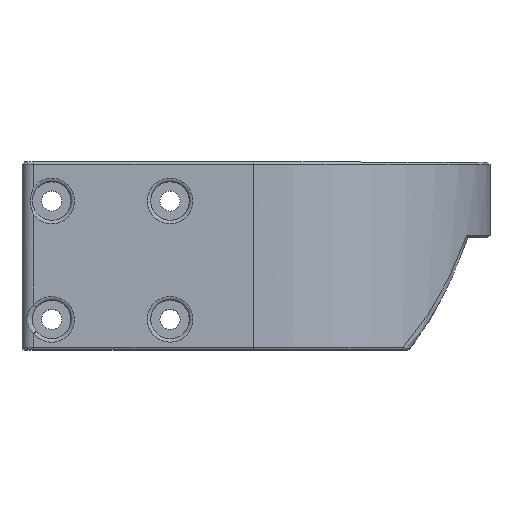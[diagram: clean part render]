
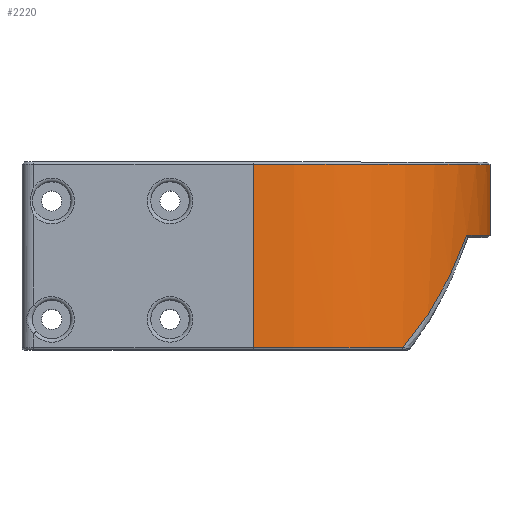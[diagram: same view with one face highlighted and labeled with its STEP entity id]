
A CAD part, top view. The second image highlights one B-rep face of the part: STEP entity #2220.
In plain terms, the highlighted cylindrical face has radius 40 mm (diameter 80 mm), a partial arc.
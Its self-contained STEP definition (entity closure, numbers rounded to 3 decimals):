
#31=ELLIPSE('',#2479,68.562,40.);
#140=CYLINDRICAL_SURFACE('',#2477,40.);
#243=FACE_OUTER_BOUND('',#394,.T.);
#394=EDGE_LOOP('',(#1807,#1808,#1809,#1810,#1811,#1812));
#561=LINE('',#3866,#698);
#562=LINE('',#3869,#699);
#698=VECTOR('',#3055,10.);
#699=VECTOR('',#3058,10.);
#748=CIRCLE('',#2308,40.);
#844=CIRCLE('',#2471,40.);
#846=CIRCLE('',#2478,40.);
#911=VERTEX_POINT('',#3353);
#914=VERTEX_POINT('',#3365);
#1033=VERTEX_POINT('',#3841);
#1034=VERTEX_POINT('',#3845);
#1037=VERTEX_POINT('',#3868);
#1038=VERTEX_POINT('',#3870);
#1114=EDGE_CURVE('',#914,#911,#748,.T.);
#1302=EDGE_CURVE('',#1034,#1033,#844,.T.);
#1310=EDGE_CURVE('',#914,#1033,#561,.T.);
#1311=EDGE_CURVE('',#1034,#1037,#562,.T.);
#1312=EDGE_CURVE('',#1038,#1037,#846,.T.);
#1313=EDGE_CURVE('',#911,#1038,#31,.T.);
#1807=ORIENTED_EDGE('',*,*,#1114,.F.);
#1808=ORIENTED_EDGE('',*,*,#1310,.T.);
#1809=ORIENTED_EDGE('',*,*,#1302,.F.);
#1810=ORIENTED_EDGE('',*,*,#1311,.T.);
#1811=ORIENTED_EDGE('',*,*,#1312,.F.);
#1812=ORIENTED_EDGE('',*,*,#1313,.F.);
#2220=ADVANCED_FACE('',(#243),#140,.T.);
#2308=AXIS2_PLACEMENT_3D('',#3367,#2627,#2628);
#2471=AXIS2_PLACEMENT_3D('',#3847,#3038,#3039);
#2477=AXIS2_PLACEMENT_3D('',#3867,#3056,#3057);
#2478=AXIS2_PLACEMENT_3D('',#3871,#3059,#3060);
#2479=AXIS2_PLACEMENT_3D('',#3872,#3061,#3062);
#2627=DIRECTION('center_axis',(0.,-1.,0.));
#2628=DIRECTION('ref_axis',(0.707,0.,0.707));
#3038=DIRECTION('center_axis',(0.,1.,0.));
#3039=DIRECTION('ref_axis',(0.707,0.,0.707));
#3055=DIRECTION('',(0.,1.,0.));
#3056=DIRECTION('center_axis',(0.,-1.,0.));
#3057=DIRECTION('ref_axis',(0.707,0.,0.707));
#3058=DIRECTION('',(0.,-1.,0.));
#3059=DIRECTION('center_axis',(0.,-1.,0.));
#3060=DIRECTION('ref_axis',(0.33,0.,0.944));
#3061=DIRECTION('center_axis',(0.,-0.583,
-0.812));
#3062=DIRECTION('ref_axis',(0.,-0.812,0.583));
#3353=CARTESIAN_POINT('',(60.109,46.544,34.373));
#3365=CARTESIAN_POINT('',(64.05,46.544,17.059));
#3367=CARTESIAN_POINT('Origin',(24.05,46.544,17.059));
#3841=CARTESIAN_POINT('',(64.05,58.444,17.059));
#3845=CARTESIAN_POINT('',(24.05,58.444,57.059));
#3847=CARTESIAN_POINT('Origin',(24.05,58.444,17.059));
#3866=CARTESIAN_POINT('',(64.05,58.844,17.059));
#3867=CARTESIAN_POINT('Origin',(24.05,58.844,17.059));
#3868=CARTESIAN_POINT('',(24.05,27.494,57.059));
#3869=CARTESIAN_POINT('',(24.05,58.844,57.059));
#3870=CARTESIAN_POINT('',(49.331,27.494,48.057));
#3871=CARTESIAN_POINT('Origin',(24.05,27.494,17.059));
#3872=CARTESIAN_POINT('Origin',(24.05,70.647,17.059));
